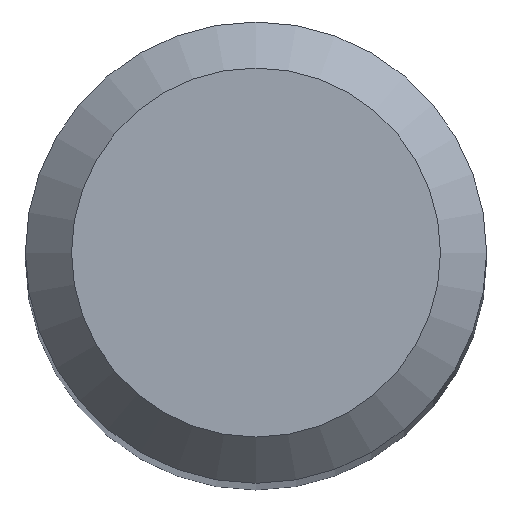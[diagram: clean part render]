
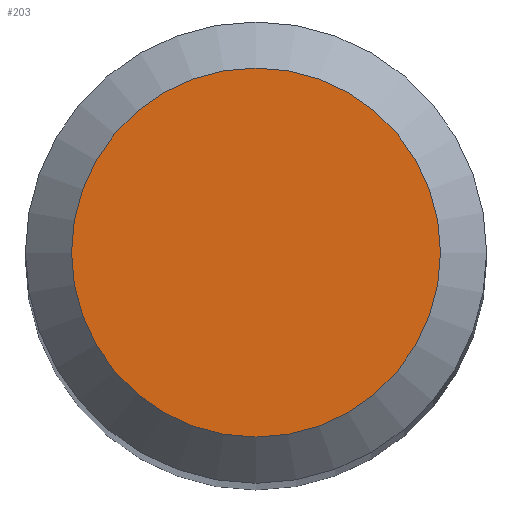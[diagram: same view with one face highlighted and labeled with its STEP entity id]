
A CAD part, top view. The second image highlights one B-rep face of the part: STEP entity #203.
In plain terms, the highlighted planar face has unit normal (0, 0, 1).
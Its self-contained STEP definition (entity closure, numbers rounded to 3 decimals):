
#13 = CIRCLE ( 'NONE', #196, 1.2 ) ;
#19 = FACE_OUTER_BOUND ( 'NONE', #205, .T. ) ;
#21 = PLANE ( 'NONE',  #162 ) ;
#33 = DIRECTION ( 'NONE',  ( 0., 0., -1. ) ) ;
#73 = DIRECTION ( 'NONE',  ( 0., 1., 0. ) ) ;
#89 = CARTESIAN_POINT ( 'NONE',  ( 0., 1.2, 38. ) ) ;
#137 = ORIENTED_EDGE ( 'NONE', *, *, #174, .F. ) ;
#139 = VERTEX_POINT ( 'NONE', #89 ) ;
#162 = AXIS2_PLACEMENT_3D ( 'NONE', #198, #182, #73 ) ;
#166 = DIRECTION ( 'NONE',  ( 0., 1., 0. ) ) ;
#174 = EDGE_CURVE ( 'NONE', #139, #139, #13, .T. ) ;
#180 = CARTESIAN_POINT ( 'NONE',  ( 0., 0., 38. ) ) ;
#182 = DIRECTION ( 'NONE',  ( 0., 0., -1. ) ) ;
#196 = AXIS2_PLACEMENT_3D ( 'NONE', #180, #33, #166 ) ;
#198 = CARTESIAN_POINT ( 'NONE',  ( 0., 0., 38. ) ) ;
#203 = ADVANCED_FACE ( 'NONE', ( #19 ), #21, .F. ) ;
#205 = EDGE_LOOP ( 'NONE', ( #137 ) ) ;
